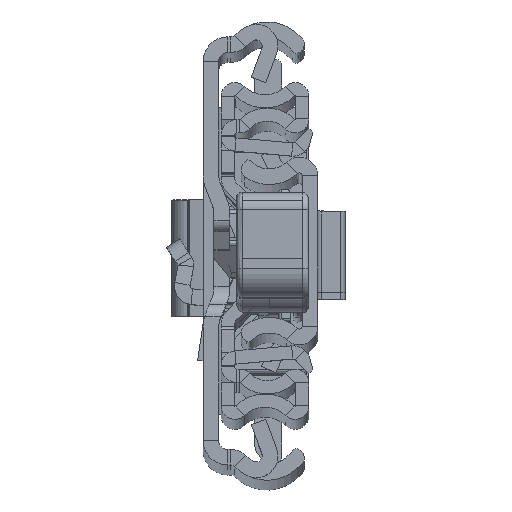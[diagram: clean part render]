
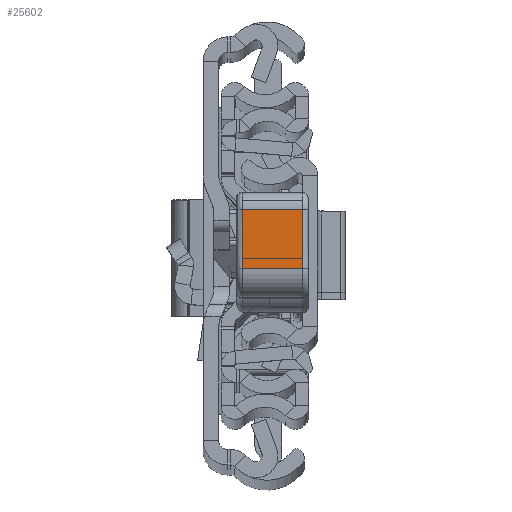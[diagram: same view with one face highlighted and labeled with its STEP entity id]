
A CAD part, top view. The second image highlights one B-rep face of the part: STEP entity #25602.
In plain terms, the highlighted face is planar.
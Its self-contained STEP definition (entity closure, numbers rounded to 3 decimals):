
#392 = CARTESIAN_POINT ( 'NONE',  ( 39.818, -2.465, -11. ) ) ;
#718 = VERTEX_POINT ( 'NONE', #9096 ) ;
#1610 = PLANE ( 'NONE',  #36449 ) ;
#1763 = ORIENTED_EDGE ( 'NONE', *, *, #15656, .F. ) ;
#2383 = VECTOR ( 'NONE', #14826, 1000. ) ;
#3483 = CARTESIAN_POINT ( 'NONE',  ( 39.818, -2.465, 0. ) ) ;
#3798 = ORIENTED_EDGE ( 'NONE', *, *, #29022, .F. ) ;
#4313 = DIRECTION ( 'NONE',  ( -1., 0.027, 0. ) ) ;
#4328 = ORIENTED_EDGE ( 'NONE', *, *, #25749, .F. ) ;
#4749 = EDGE_LOOP ( 'NONE', ( #3798, #1763, #4328, #35820 ) ) ;
#5894 = CARTESIAN_POINT ( 'NONE',  ( 39.55, -12.274, -10. ) ) ;
#7302 = VECTOR ( 'NONE', #26048, 1000. ) ;
#9096 = CARTESIAN_POINT ( 'NONE',  ( 39.818, -2.465, -10. ) ) ;
#11104 = CARTESIAN_POINT ( 'NONE',  ( 39.55, -12.274, 0. ) ) ;
#12041 = LINE ( 'NONE', #5894, #7302 ) ;
#12075 = VERTEX_POINT ( 'NONE', #29898 ) ;
#12122 = DIRECTION ( 'NONE',  ( 0., 0., -1. ) ) ;
#13325 = EDGE_CURVE ( 'NONE', #23725, #13424, #17147, .T. ) ;
#13424 = VERTEX_POINT ( 'NONE', #3483 ) ;
#14826 = DIRECTION ( 'NONE',  ( 0., 0., 1. ) ) ;
#15656 = EDGE_CURVE ( 'NONE', #718, #12075, #12041, .T. ) ;
#17147 = LINE ( 'NONE', #34981, #35958 ) ;
#22862 = CARTESIAN_POINT ( 'NONE',  ( 39.55, -12.274, -11. ) ) ;
#22874 = DIRECTION ( 'NONE',  ( 0.027, 1., 0. ) ) ;
#23725 = VERTEX_POINT ( 'NONE', #11104 ) ;
#25440 = VECTOR ( 'NONE', #12122, 1000. ) ;
#25602 = ADVANCED_FACE ( 'NONE', ( #33480 ), #1610, .F. ) ;
#25749 = EDGE_CURVE ( 'NONE', #13424, #718, #26503, .T. ) ;
#25930 = LINE ( 'NONE', #32044, #2383 ) ;
#26048 = DIRECTION ( 'NONE',  ( -0.027, -1., 0. ) ) ;
#26503 = LINE ( 'NONE', #392, #25440 ) ;
#29022 = EDGE_CURVE ( 'NONE', #12075, #23725, #25930, .T. ) ;
#29898 = CARTESIAN_POINT ( 'NONE',  ( 39.55, -12.274, -10. ) ) ;
#32044 = CARTESIAN_POINT ( 'NONE',  ( 39.55, -12.274, -11. ) ) ;
#33480 = FACE_OUTER_BOUND ( 'NONE', #4749, .T. ) ;
#34787 = DIRECTION ( 'NONE',  ( -0.027, -1., 0. ) ) ;
#34981 = CARTESIAN_POINT ( 'NONE',  ( 39.55, -12.274, 0. ) ) ;
#35820 = ORIENTED_EDGE ( 'NONE', *, *, #13325, .F. ) ;
#35958 = VECTOR ( 'NONE', #22874, 1000. ) ;
#36449 = AXIS2_PLACEMENT_3D ( 'NONE', #22862, #4313, #34787 ) ;
